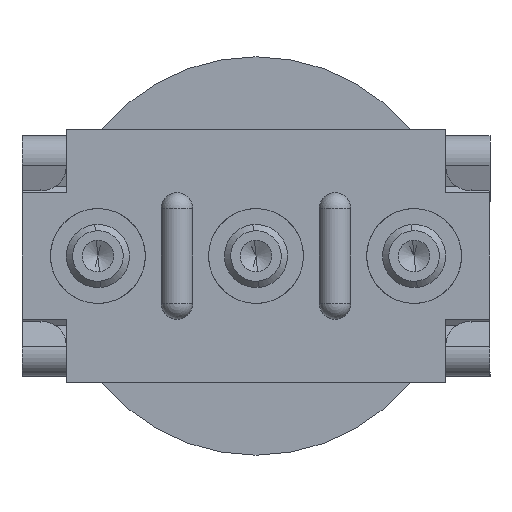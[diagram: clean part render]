
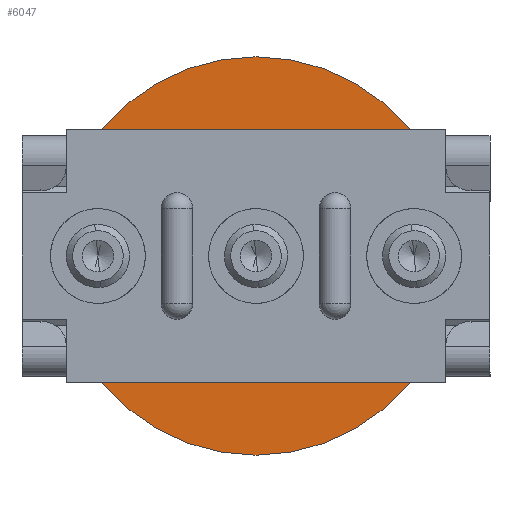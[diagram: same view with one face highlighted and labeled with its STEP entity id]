
A CAD part, front view. The second image highlights one B-rep face of the part: STEP entity #6047.
In plain terms, the highlighted planar face has unit normal (0, -1, 0).
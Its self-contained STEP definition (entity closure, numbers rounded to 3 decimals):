
#454 = DIRECTION ( 'NONE',  ( 0., 1., 0. ) ) ;
#851 = DIRECTION ( 'NONE',  ( 0., 0., 1. ) ) ;
#1272 = CARTESIAN_POINT ( 'NONE',  ( 0., 0., 6.3 ) ) ;
#1275 = AXIS2_PLACEMENT_3D ( 'NONE', #2339, #454, #4826 ) ;
#1933 = AXIS2_PLACEMENT_3D ( 'NONE', #6527, #4037, #4092 ) ;
#2033 = AXIS2_PLACEMENT_3D ( 'NONE', #2076, #6528, #851 ) ;
#2076 = CARTESIAN_POINT ( 'NONE',  ( 0., 0., 0. ) ) ;
#2339 = CARTESIAN_POINT ( 'NONE',  ( 0., 0., 0. ) ) ;
#2545 = VERTEX_POINT ( 'NONE', #1272 ) ;
#2867 = ORIENTED_EDGE ( 'NONE', *, *, #3050, .F. ) ;
#2973 = CIRCLE ( 'NONE', #1275, 6.3 ) ;
#3030 = EDGE_LOOP ( 'NONE', ( #6402, #2867 ) ) ;
#3050 = EDGE_CURVE ( 'NONE', #4475, #2545, #2973, .T. ) ;
#3455 = CIRCLE ( 'NONE', #2033, 6.3 ) ;
#3590 = EDGE_CURVE ( 'NONE', #2545, #4475, #3455, .T. ) ;
#4037 = DIRECTION ( 'NONE',  ( 0., 1., 0. ) ) ;
#4092 = DIRECTION ( 'NONE',  ( 0., 0., 1. ) ) ;
#4475 = VERTEX_POINT ( 'NONE', #5135 ) ;
#4826 = DIRECTION ( 'NONE',  ( 0., 0., 1. ) ) ;
#4901 = FACE_OUTER_BOUND ( 'NONE', #3030, .T. ) ;
#5135 = CARTESIAN_POINT ( 'NONE',  ( 0., 0., -6.3 ) ) ;
#6047 = ADVANCED_FACE ( 'NONE', ( #4901 ), #7817, .F. ) ;
#6402 = ORIENTED_EDGE ( 'NONE', *, *, #3590, .F. ) ;
#6527 = CARTESIAN_POINT ( 'NONE',  ( 6.3, 0., 0. ) ) ;
#6528 = DIRECTION ( 'NONE',  ( 0., 1., 0. ) ) ;
#7817 = PLANE ( 'NONE',  #1933 ) ;
